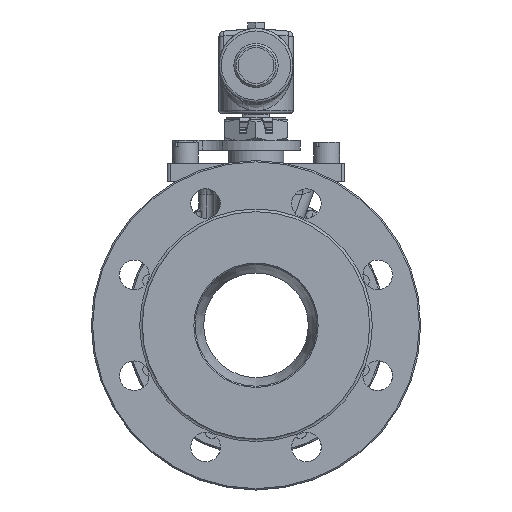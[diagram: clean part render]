
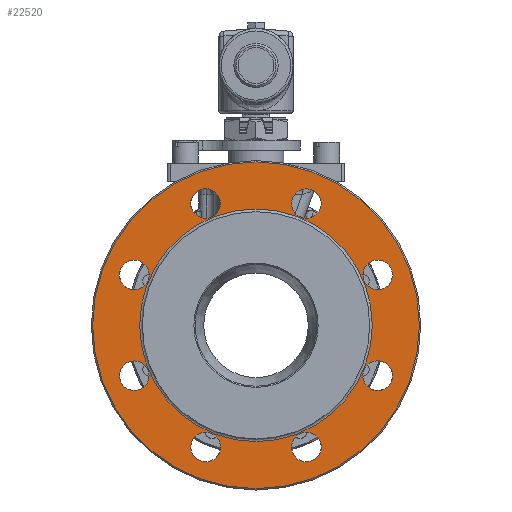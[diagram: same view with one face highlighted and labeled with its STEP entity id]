
A CAD part, left-side view. The second image highlights one B-rep face of the part: STEP entity #22520.
In plain terms, the highlighted planar face has unit normal (-1, 0, 0).
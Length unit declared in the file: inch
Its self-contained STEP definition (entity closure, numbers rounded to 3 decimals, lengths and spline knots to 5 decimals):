
#19621=CARTESIAN_POINT('',(-3.0,2.65931,1.45585));
#19622=VERTEX_POINT('',#19621);
#19623=CARTESIAN_POINT('',(-3.0,2.90986,1.2053));
#19624=DIRECTION('',(1.0,0.0,0.0));
#19625=DIRECTION('',(0.0,0.707,-0.707));
#19626=AXIS2_PLACEMENT_3D('',#19623,#19624,#19625);
#19627=CIRCLE('',#19626,0.35433);
#19628=EDGE_CURVE('',#19622,#19622,#19627,.T.);
#19649=CARTESIAN_POINT('',(-3.0,2.90986,-0.85097));
#19650=VERTEX_POINT('',#19649);
#19651=CARTESIAN_POINT('',(-3.0,2.90986,-1.2053));
#19652=DIRECTION('',(1.0,0.0,0.0));
#19653=DIRECTION('',(0.0,0.0,-1.0));
#19654=AXIS2_PLACEMENT_3D('',#19651,#19652,#19653);
#19655=CIRCLE('',#19654,0.35433);
#19656=EDGE_CURVE('',#19650,#19650,#19655,.T.);
#19677=CARTESIAN_POINT('',(-3.0,1.45585,-2.65931));
#19678=VERTEX_POINT('',#19677);
#19679=CARTESIAN_POINT('',(-3.0,1.2053,-2.90986));
#19680=DIRECTION('',(1.0,0.0,0.0));
#19681=DIRECTION('',(0.0,-0.707,-0.707));
#19682=AXIS2_PLACEMENT_3D('',#19679,#19680,#19681);
#19683=CIRCLE('',#19682,0.35433);
#19684=EDGE_CURVE('',#19678,#19678,#19683,.T.);
#19705=CARTESIAN_POINT('',(-3.0,-0.85097,-2.90986));
#19706=VERTEX_POINT('',#19705);
#19707=CARTESIAN_POINT('',(-3.0,-1.2053,-2.90986));
#19708=DIRECTION('',(1.0,0.0,0.0));
#19709=DIRECTION('',(0.0,-1.0,0.0));
#19710=AXIS2_PLACEMENT_3D('',#19707,#19708,#19709);
#19711=CIRCLE('',#19710,0.35433);
#19712=EDGE_CURVE('',#19706,#19706,#19711,.T.);
#19733=CARTESIAN_POINT('',(-3.0,-2.65931,-1.45585));
#19734=VERTEX_POINT('',#19733);
#19735=CARTESIAN_POINT('',(-3.0,-2.90986,-1.2053));
#19736=DIRECTION('',(1.0,0.0,0.0));
#19737=DIRECTION('',(0.0,-0.707,0.707));
#19738=AXIS2_PLACEMENT_3D('',#19735,#19736,#19737);
#19739=CIRCLE('',#19738,0.35433);
#19740=EDGE_CURVE('',#19734,#19734,#19739,.T.);
#19761=CARTESIAN_POINT('',(-3.0,-2.90986,0.85097));
#19762=VERTEX_POINT('',#19761);
#19763=CARTESIAN_POINT('',(-3.0,-2.90986,1.2053));
#19764=DIRECTION('',(1.0,0.0,0.0));
#19765=DIRECTION('',(0.0,0.0,1.0));
#19766=AXIS2_PLACEMENT_3D('',#19763,#19764,#19765);
#19767=CIRCLE('',#19766,0.35433);
#19768=EDGE_CURVE('',#19762,#19762,#19767,.T.);
#19789=CARTESIAN_POINT('',(-3.0,-1.45585,2.65931));
#19790=VERTEX_POINT('',#19789);
#19791=CARTESIAN_POINT('',(-3.0,-1.2053,2.90986));
#19792=DIRECTION('',(1.0,0.0,0.0));
#19793=DIRECTION('',(0.0,0.707,0.707));
#19794=AXIS2_PLACEMENT_3D('',#19791,#19792,#19793);
#19795=CIRCLE('',#19794,0.35433);
#19796=EDGE_CURVE('',#19790,#19790,#19795,.T.);
#19817=CARTESIAN_POINT('',(-3.0,0.85097,2.90986));
#19818=VERTEX_POINT('',#19817);
#19819=CARTESIAN_POINT('',(-3.0,1.2053,2.90986));
#19820=DIRECTION('',(1.0,0.0,0.0));
#19821=DIRECTION('',(0.0,1.0,0.0));
#19822=AXIS2_PLACEMENT_3D('',#19819,#19820,#19821);
#19823=CIRCLE('',#19822,0.35433);
#19824=EDGE_CURVE('',#19818,#19818,#19823,.T.);
#22462=CARTESIAN_POINT('',(-3.0,0.0,2.77953));
#22463=VERTEX_POINT('',#22462);
#22464=CARTESIAN_POINT('',(-3.0,0.0,0.0));
#22465=DIRECTION('',(-1.0,0.0,0.0));
#22466=DIRECTION('',(0.0,0.0,-1.0));
#22467=AXIS2_PLACEMENT_3D('',#22464,#22465,#22466);
#22468=CIRCLE('',#22467,2.77953);
#22469=EDGE_CURVE('',#22463,#22463,#22468,.T.);
#22477=CARTESIAN_POINT('',(-3.0,0.0,3.32677));
#22478=DIRECTION('',(-1.0,0.0,0.0));
#22479=DIRECTION('',(0.0,0.0,1.0));
#22480=AXIS2_PLACEMENT_3D('',#22477,#22478,#22479);
#22481=PLANE('',#22480);
#22482=CARTESIAN_POINT('',(-3.0,0.,3.90551));
#22483=VERTEX_POINT('',#22482);
#22484=CARTESIAN_POINT('',(-3.0,0.0,0.0));
#22485=DIRECTION('',(1.0,0.0,0.0));
#22486=DIRECTION('',(0.0,0.0,-1.0));
#22487=AXIS2_PLACEMENT_3D('',#22484,#22485,#22486);
#22488=CIRCLE('',#22487,3.90551);
#22489=EDGE_CURVE('',#22483,#22483,#22488,.T.);
#22490=ORIENTED_EDGE('',*,*,#22489,.F.);
#22491=EDGE_LOOP('',(#22490));
#22492=FACE_OUTER_BOUND('',#22491,.T.);
#22493=ORIENTED_EDGE('',*,*,#19628,.T.);
#22494=EDGE_LOOP('',(#22493));
#22495=FACE_BOUND('',#22494,.T.);
#22496=ORIENTED_EDGE('',*,*,#19656,.T.);
#22497=EDGE_LOOP('',(#22496));
#22498=FACE_BOUND('',#22497,.T.);
#22499=ORIENTED_EDGE('',*,*,#19684,.T.);
#22500=EDGE_LOOP('',(#22499));
#22501=FACE_BOUND('',#22500,.T.);
#22502=ORIENTED_EDGE('',*,*,#19712,.T.);
#22503=EDGE_LOOP('',(#22502));
#22504=FACE_BOUND('',#22503,.T.);
#22505=ORIENTED_EDGE('',*,*,#19740,.T.);
#22506=EDGE_LOOP('',(#22505));
#22507=FACE_BOUND('',#22506,.T.);
#22508=ORIENTED_EDGE('',*,*,#19768,.T.);
#22509=EDGE_LOOP('',(#22508));
#22510=FACE_BOUND('',#22509,.T.);
#22511=ORIENTED_EDGE('',*,*,#19796,.T.);
#22512=EDGE_LOOP('',(#22511));
#22513=FACE_BOUND('',#22512,.T.);
#22514=ORIENTED_EDGE('',*,*,#19824,.T.);
#22515=EDGE_LOOP('',(#22514));
#22516=FACE_BOUND('',#22515,.T.);
#22517=ORIENTED_EDGE('',*,*,#22469,.F.);
#22518=EDGE_LOOP('',(#22517));
#22519=FACE_BOUND('',#22518,.T.);
#22520=ADVANCED_FACE('',(#22492,#22495,#22498,#22501,#22504,#22507,#22510,#22513,#22516,#22519),#22481,.T.);
